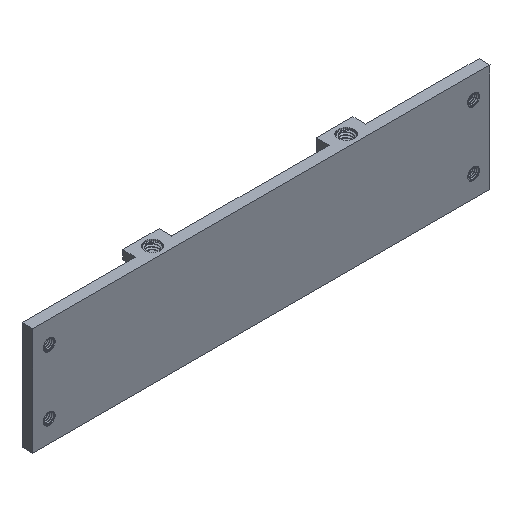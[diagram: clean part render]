
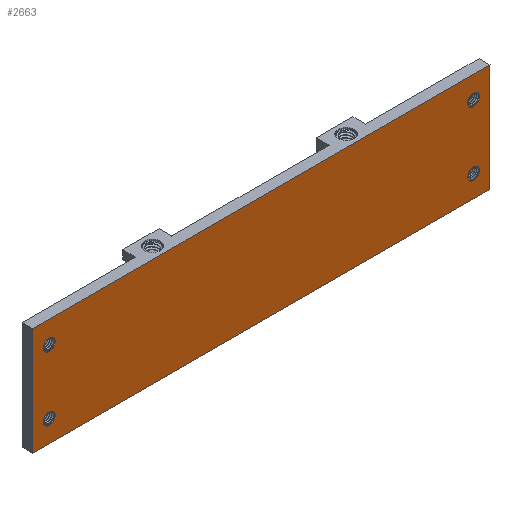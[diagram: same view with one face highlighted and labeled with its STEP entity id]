
A CAD part, isometric view. The second image highlights one B-rep face of the part: STEP entity #2663.
In plain terms, the highlighted planar face has unit normal (0, -1, 0).
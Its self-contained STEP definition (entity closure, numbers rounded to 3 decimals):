
#18=FACE_BOUND('',#385,.T.);
#19=FACE_BOUND('',#386,.T.);
#20=FACE_BOUND('',#387,.T.);
#21=FACE_BOUND('',#388,.T.);
#78=PLANE('',#2900);
#234=FACE_OUTER_BOUND('',#384,.T.);
#384=EDGE_LOOP('',(#2170,#2171,#2172,#2173));
#385=EDGE_LOOP('',(#2174));
#386=EDGE_LOOP('',(#2175));
#387=EDGE_LOOP('',(#2176));
#388=EDGE_LOOP('',(#2177));
#457=CIRCLE('',#2808,1.6);
#460=CIRCLE('',#2813,1.6);
#463=CIRCLE('',#2817,1.6);
#466=CIRCLE('',#2821,1.6);
#738=LINE('',#23204,#866);
#739=LINE('',#23206,#867);
#740=LINE('',#23208,#868);
#741=LINE('',#23209,#869);
#866=VECTOR('',#3386,10.);
#867=VECTOR('',#3387,10.);
#868=VECTOR('',#3388,10.);
#869=VECTOR('',#3389,10.);
#1072=VERTEX_POINT('',#7187);
#1076=VERTEX_POINT('',#7229);
#1078=VERTEX_POINT('',#7236);
#1080=VERTEX_POINT('',#7243);
#1126=VERTEX_POINT('',#23202);
#1127=VERTEX_POINT('',#23203);
#1128=VERTEX_POINT('',#23205);
#1129=VERTEX_POINT('',#23207);
#1370=EDGE_CURVE('',#1072,#1072,#457,.T.);
#1376=EDGE_CURVE('',#1076,#1076,#460,.T.);
#1380=EDGE_CURVE('',#1078,#1078,#463,.T.);
#1384=EDGE_CURVE('',#1080,#1080,#466,.T.);
#1486=EDGE_CURVE('',#1126,#1127,#738,.T.);
#1487=EDGE_CURVE('',#1127,#1128,#739,.T.);
#1488=EDGE_CURVE('',#1128,#1129,#740,.T.);
#1489=EDGE_CURVE('',#1129,#1126,#741,.T.);
#2170=ORIENTED_EDGE('',*,*,#1486,.T.);
#2171=ORIENTED_EDGE('',*,*,#1487,.T.);
#2172=ORIENTED_EDGE('',*,*,#1488,.T.);
#2173=ORIENTED_EDGE('',*,*,#1489,.T.);
#2174=ORIENTED_EDGE('',*,*,#1384,.T.);
#2175=ORIENTED_EDGE('',*,*,#1370,.T.);
#2176=ORIENTED_EDGE('',*,*,#1380,.T.);
#2177=ORIENTED_EDGE('',*,*,#1376,.T.);
#2663=ADVANCED_FACE('',(#234,#18,#19,#20,#21),#78,.T.);
#2808=AXIS2_PLACEMENT_3D('',#7189,#3181,#3182);
#2813=AXIS2_PLACEMENT_3D('',#7231,#3192,#3193);
#2817=AXIS2_PLACEMENT_3D('',#7238,#3201,#3202);
#2821=AXIS2_PLACEMENT_3D('',#7245,#3210,#3211);
#2900=AXIS2_PLACEMENT_3D('',#23201,#3384,#3385);
#3181=DIRECTION('center_axis',(0.,1.,0.));
#3182=DIRECTION('ref_axis',(1.,0.,0.));
#3192=DIRECTION('center_axis',(0.,1.,0.));
#3193=DIRECTION('ref_axis',(1.,0.,0.));
#3201=DIRECTION('center_axis',(0.,1.,0.));
#3202=DIRECTION('ref_axis',(1.,0.,0.));
#3210=DIRECTION('center_axis',(0.,1.,0.));
#3211=DIRECTION('ref_axis',(1.,0.,0.));
#3384=DIRECTION('center_axis',(0.,-1.,0.));
#3385=DIRECTION('ref_axis',(0.,0.,-1.));
#3386=DIRECTION('',(-1.,0.,0.));
#3387=DIRECTION('',(0.,0.,-1.));
#3388=DIRECTION('',(1.,0.,0.));
#3389=DIRECTION('',(0.,0.,1.));
#7187=CARTESIAN_POINT('',(59.6,-0.097,-8.75));
#7189=CARTESIAN_POINT('Origin',(58.,-0.097,-8.75));
#7229=CARTESIAN_POINT('',(59.6,-0.097,8.75));
#7231=CARTESIAN_POINT('Origin',(58.,-0.097,8.75));
#7236=CARTESIAN_POINT('',(-56.4,-0.097,-8.75));
#7238=CARTESIAN_POINT('Origin',(-58.,-0.097,-8.75));
#7243=CARTESIAN_POINT('',(-56.4,-0.097,8.75));
#7245=CARTESIAN_POINT('Origin',(-58.,-0.097,8.75));
#23201=CARTESIAN_POINT('Origin',(0.,-0.097,0.));
#23202=CARTESIAN_POINT('',(62.5,-0.097,14.75));
#23203=CARTESIAN_POINT('',(-62.5,-0.097,14.75));
#23204=CARTESIAN_POINT('',(62.5,-0.097,14.75));
#23205=CARTESIAN_POINT('',(-62.5,-0.097,-14.75));
#23206=CARTESIAN_POINT('',(-62.5,-0.097,14.75));
#23207=CARTESIAN_POINT('',(62.5,-0.097,-14.75));
#23208=CARTESIAN_POINT('',(-62.5,-0.097,-14.75));
#23209=CARTESIAN_POINT('',(62.5,-0.097,-14.75));
